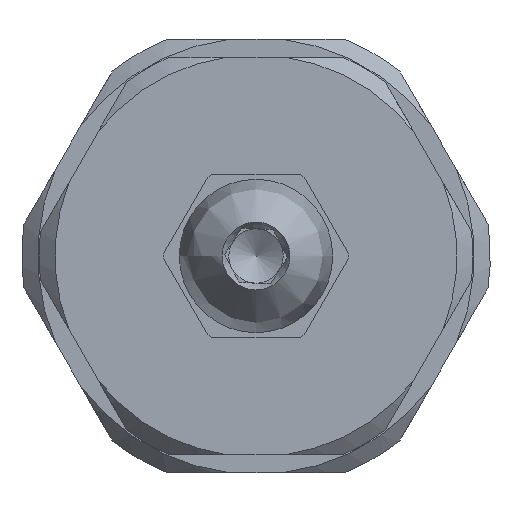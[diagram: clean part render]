
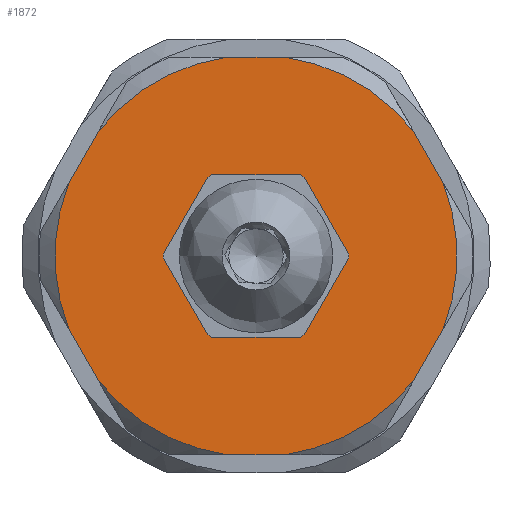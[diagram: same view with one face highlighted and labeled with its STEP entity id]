
A CAD part, left-side view. The second image highlights one B-rep face of the part: STEP entity #1872.
In plain terms, the highlighted planar face has unit normal (-1, 0, 0).
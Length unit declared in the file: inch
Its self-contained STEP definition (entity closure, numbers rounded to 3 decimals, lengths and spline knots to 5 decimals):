
#881=CARTESIAN_POINT('',(-0.69999,-0.54448,0.43193));
#882=VERTEX_POINT('',#881);
#896=CARTESIAN_POINT('',(-0.69999,-0.64631,0.25557));
#897=VERTEX_POINT('',#896);
#898=CARTESIAN_POINT('',(-0.69999,-0.64631,0.25557));
#899=DIRECTION('',(0.0,0.5,0.866));
#900=VECTOR('',#899,0.20365);
#901=LINE('',#898,#900);
#902=EDGE_CURVE('',#897,#882,#901,.T.);
#981=CARTESIAN_POINT('',(-0.69999,-0.64631,-0.25557));
#982=VERTEX_POINT('',#981);
#996=CARTESIAN_POINT('',(-0.69999,-0.54448,-0.43193));
#997=VERTEX_POINT('',#996);
#998=CARTESIAN_POINT('',(-0.69999,-0.54448,-0.43193));
#999=DIRECTION('',(0.0,-0.5,0.866));
#1000=VECTOR('',#999,0.20365);
#1001=LINE('',#998,#1000);
#1002=EDGE_CURVE('',#997,#982,#1001,.T.);
#1081=CARTESIAN_POINT('',(-0.69999,-0.10183,-0.6875));
#1082=VERTEX_POINT('',#1081);
#1096=CARTESIAN_POINT('',(-0.69999,0.10183,-0.6875));
#1097=VERTEX_POINT('',#1096);
#1098=CARTESIAN_POINT('',(-0.69999,0.10183,-0.6875));
#1099=DIRECTION('',(0.0,-1.0,0.0));
#1100=VECTOR('',#1099,0.20365);
#1101=LINE('',#1098,#1100);
#1102=EDGE_CURVE('',#1097,#1082,#1101,.T.);
#1181=CARTESIAN_POINT('',(-0.69999,0.54448,-0.43193));
#1182=VERTEX_POINT('',#1181);
#1196=CARTESIAN_POINT('',(-0.69999,0.64631,-0.25557));
#1197=VERTEX_POINT('',#1196);
#1198=CARTESIAN_POINT('',(-0.69999,0.64631,-0.25557));
#1199=DIRECTION('',(0.0,-0.5,-0.866));
#1200=VECTOR('',#1199,0.20365);
#1201=LINE('',#1198,#1200);
#1202=EDGE_CURVE('',#1197,#1182,#1201,.T.);
#1281=CARTESIAN_POINT('',(-0.69999,0.10183,0.6875));
#1282=VERTEX_POINT('',#1281);
#1296=CARTESIAN_POINT('',(-0.69999,-0.10183,0.6875));
#1297=VERTEX_POINT('',#1296);
#1298=CARTESIAN_POINT('',(-0.69999,-0.10183,0.6875));
#1299=DIRECTION('',(0.0,1.0,0.0));
#1300=VECTOR('',#1299,0.20365);
#1301=LINE('',#1298,#1300);
#1302=EDGE_CURVE('',#1297,#1282,#1301,.T.);
#1381=CARTESIAN_POINT('',(-0.69999,0.64631,0.25557));
#1382=VERTEX_POINT('',#1381);
#1396=CARTESIAN_POINT('',(-0.69999,0.54448,0.43193));
#1397=VERTEX_POINT('',#1396);
#1398=CARTESIAN_POINT('',(-0.69999,0.54448,0.43193));
#1399=DIRECTION('',(0.0,0.5,-0.866));
#1400=VECTOR('',#1399,0.20365);
#1401=LINE('',#1398,#1400);
#1402=EDGE_CURVE('',#1397,#1382,#1401,.T.);
#1724=CARTESIAN_POINT('',(-0.69999,0.,0.));
#1725=DIRECTION('',(1.0,0.0,0.0));
#1726=DIRECTION('',(0.0,1.0,0.0));
#1727=AXIS2_PLACEMENT_3D('',#1724,#1725,#1726);
#1728=CIRCLE('',#1727,0.695);
#1729=EDGE_CURVE('',#1397,#1282,#1728,.T.);
#1740=CARTESIAN_POINT('',(-0.69999,0.,0.));
#1741=DIRECTION('',(1.0,0.0,0.0));
#1742=DIRECTION('',(0.0,1.0,0.0));
#1743=AXIS2_PLACEMENT_3D('',#1740,#1741,#1742);
#1744=CIRCLE('',#1743,0.695);
#1745=EDGE_CURVE('',#1197,#1382,#1744,.T.);
#1758=CARTESIAN_POINT('',(-0.69999,0.,0.));
#1759=DIRECTION('',(1.0,0.0,0.0));
#1760=DIRECTION('',(0.0,1.0,0.0));
#1761=AXIS2_PLACEMENT_3D('',#1758,#1759,#1760);
#1762=CIRCLE('',#1761,0.695);
#1763=EDGE_CURVE('',#1097,#1182,#1762,.T.);
#1776=CARTESIAN_POINT('',(-0.69999,0.,0.));
#1777=DIRECTION('',(1.0,0.0,0.0));
#1778=DIRECTION('',(0.0,1.0,0.0));
#1779=AXIS2_PLACEMENT_3D('',#1776,#1777,#1778);
#1780=CIRCLE('',#1779,0.695);
#1781=EDGE_CURVE('',#997,#1082,#1780,.T.);
#1794=CARTESIAN_POINT('',(-0.69999,0.,0.));
#1795=DIRECTION('',(1.0,0.0,0.0));
#1796=DIRECTION('',(0.0,1.0,0.0));
#1797=AXIS2_PLACEMENT_3D('',#1794,#1795,#1796);
#1798=CIRCLE('',#1797,0.695);
#1799=EDGE_CURVE('',#897,#982,#1798,.T.);
#1820=CARTESIAN_POINT('',(-0.69999,0.,0.));
#1821=DIRECTION('',(1.0,0.0,0.0));
#1822=DIRECTION('',(0.0,1.0,0.0));
#1823=AXIS2_PLACEMENT_3D('',#1820,#1821,#1822);
#1824=CIRCLE('',#1823,0.695);
#1825=EDGE_CURVE('',#1297,#882,#1824,.T.);
#1842=CARTESIAN_POINT('',(-0.69999,0.44125,0.));
#1843=DIRECTION('',(-1.0,0.0,0.0));
#1844=DIRECTION('',(0.0,0.0,1.0));
#1845=AXIS2_PLACEMENT_3D('',#1842,#1843,#1844);
#1846=PLANE('',#1845);
#1847=ORIENTED_EDGE('',*,*,#902,.T.);
#1848=ORIENTED_EDGE('',*,*,#1825,.F.);
#1849=ORIENTED_EDGE('',*,*,#1302,.T.);
#1850=ORIENTED_EDGE('',*,*,#1729,.F.);
#1851=ORIENTED_EDGE('',*,*,#1402,.T.);
#1852=ORIENTED_EDGE('',*,*,#1745,.F.);
#1853=ORIENTED_EDGE('',*,*,#1202,.T.);
#1854=ORIENTED_EDGE('',*,*,#1763,.F.);
#1855=ORIENTED_EDGE('',*,*,#1102,.T.);
#1856=ORIENTED_EDGE('',*,*,#1781,.F.);
#1857=ORIENTED_EDGE('',*,*,#1002,.T.);
#1858=ORIENTED_EDGE('',*,*,#1799,.F.);
#1859=EDGE_LOOP('',(#1847,#1848,#1849,#1850,#1851,#1852,#1853,#1854,#1855,#1856,#1857,#1858));
#1860=FACE_OUTER_BOUND('',#1859,.T.);
#1861=CARTESIAN_POINT('',(-0.69999,0.1875,0.));
#1862=VERTEX_POINT('',#1861);
#1863=CARTESIAN_POINT('',(-0.69999,0.,0.));
#1864=DIRECTION('',(1.0,0.0,0.0));
#1865=DIRECTION('',(0.0,1.0,0.0));
#1866=AXIS2_PLACEMENT_3D('',#1863,#1864,#1865);
#1867=CIRCLE('',#1866,0.1875);
#1868=EDGE_CURVE('',#1862,#1862,#1867,.T.);
#1869=ORIENTED_EDGE('',*,*,#1868,.T.);
#1870=EDGE_LOOP('',(#1869));
#1871=FACE_BOUND('',#1870,.T.);
#1872=ADVANCED_FACE('',(#1860,#1871),#1846,.T.);
